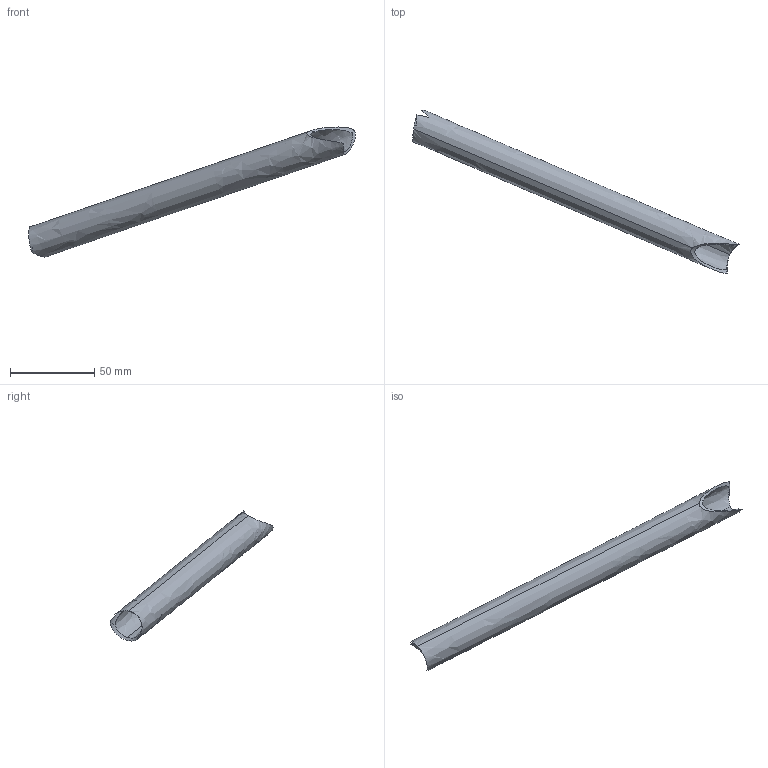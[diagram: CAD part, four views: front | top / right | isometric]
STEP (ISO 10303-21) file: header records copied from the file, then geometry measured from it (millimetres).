
FILE_DESCRIPTION(('CATIA V5 STEP Exchange'),'2;1');
FILE_NAME('34.stp','2018-12-01T18:01:05+00:00',('none'),('none'),'CATIA Version 5 Release 19 SP 2 (IN-10)','CATIA V5 STEP AP203','none');
FILE_SCHEMA(('CONFIG_CONTROL_DESIGN'));
Length unit declared in the file: millimetre
Products named in the file (1): Symmetry of Shape_737
Bounding box: 194.04 x 97.27 x 77.27 mm (x, y, z)
Volume: 17456.4 mm3; surface area: 23675.4 mm2
Topology: 1 solids, 1 shells, 15 faces, 43 edges, 28 vertices
Faces by surface type: bspline 11, cylinder 4
Entity records: 1049 total; most frequent: CARTESIAN_POINT 748, ORIENTED_EDGE 86, EDGE_CURVE 43, B_SPLINE_CURVE_WITH_KNOTS 31, VERTEX_POINT 28, ADVANCED_FACE 15, EDGE_LOOP 15, FACE_OUTER_BOUND 15
